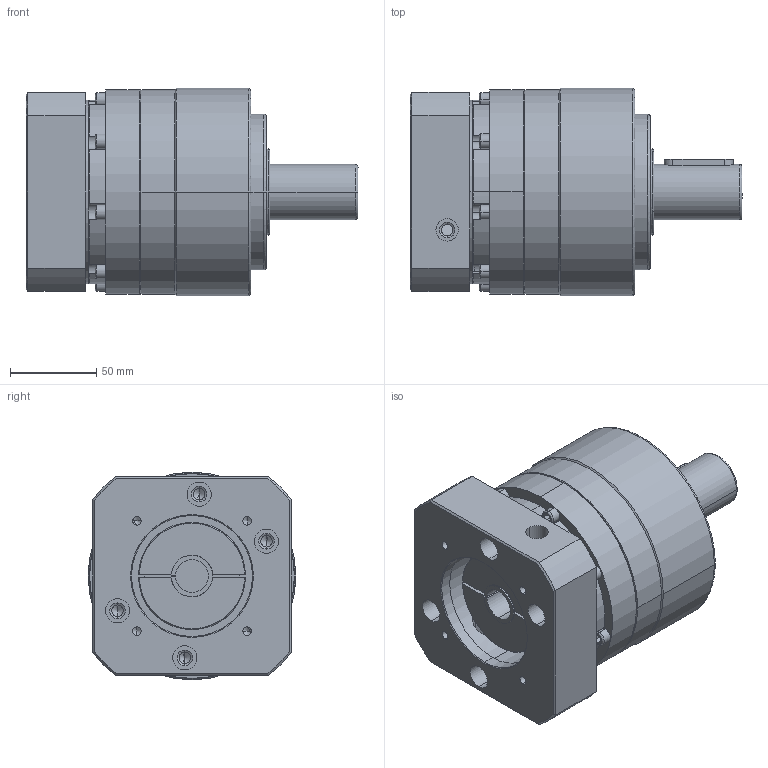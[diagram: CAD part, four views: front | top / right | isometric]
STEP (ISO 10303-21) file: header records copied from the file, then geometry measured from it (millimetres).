
FILE_DESCRIPTION (( 'STEP AP214' ), '1' );
FILE_NAME ('PE120-L1-19-70-90-M5-M6.STEP', '2024-01-06T05:02:24', ( 'admin' ), ( '' ), 'SwSTEP 2.0', 'SolidWorks 2013', '' );
FILE_SCHEMA (( 'AUTOMOTIVE_DESIGN' ));
Length unit declared in the file: millimetre
Products named in the file (5): PE120-L1-19-70-90-M5-M6; PB115_X2_58F34F537AEF_X0_; 22-19_X2_8F6C63625957_X0_; PB115-70-90M6; PE120
Assembly tree (4 placements, depth 2):
  PE120-L1-19-70-90-M5-M6
    PB115_X2_58F34F537AEF_X0_
    22-19_X2_8F6C63625957_X0_
    PB115-70-90M6
    PE120
Bounding box: 192 x 120 x 120 mm (x, y, z)
Volume: 1427727.9 mm3; surface area: 166476.5 mm2
Topology: 4 solids, 4 shells, 460 faces, 1110 edges, 661 vertices
Faces by surface type: cylinder 196, cone 117, plane 116, bspline 31
Entity records: 19621 total; most frequent: CARTESIAN_POINT 3883, DIRECTION 2285, ORIENTED_EDGE 2096, EDGE_CURVE 1048, AXIS2_PLACEMENT_3D 891, VERTEX_POINT 661, EDGE_LOOP 547, VECTOR 503
